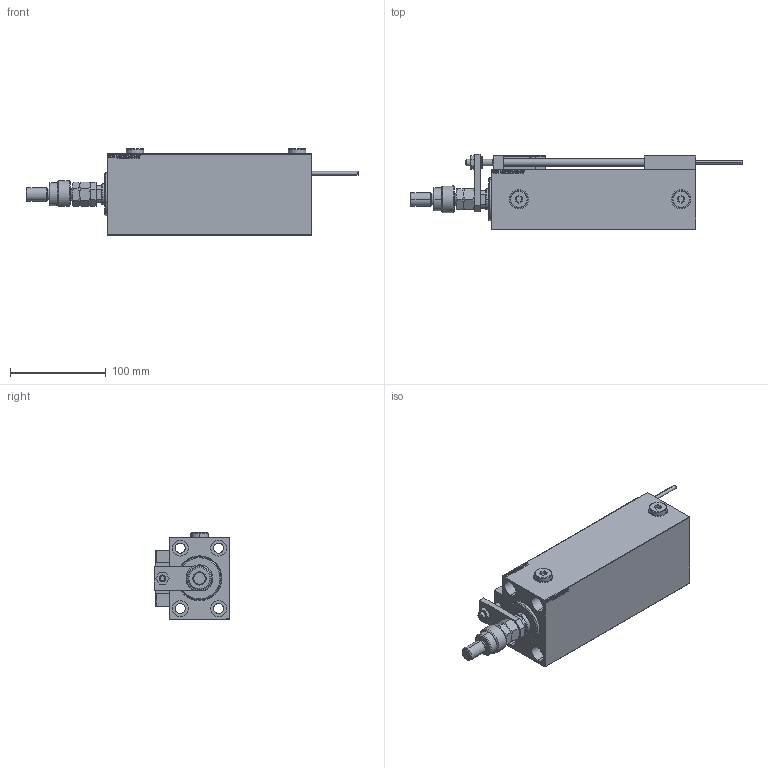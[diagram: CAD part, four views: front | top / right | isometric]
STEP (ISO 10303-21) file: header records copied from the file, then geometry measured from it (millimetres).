
FILE_DESCRIPTION (( 'STEP AP203' ), '1' );
FILE_NAME ('5cac.STEP', '2024-02-13T00:57:56', ( '' ), ( '' ), 'SwSTEP 2.0', 'SolidWorks 2019', '' );
FILE_SCHEMA (( 'CONFIG_CONTROL_DESIGN' ));
Length unit declared in the file: millimetre
Products named in the file (19): ALLEN BOLT D8 3b384f50b3cdda241dc95f9955ec2464; SWITCH_X_FRONT_BACK 3b384f50b3cdda241dc95f9955ec2464; ALLEN BOLT D5 3b384f50b3cdda241dc95f9955ec2464; V450CM_C_VCP 3b384f50b3cdda241dc95f9955ec2464; 5cac; SWITCH DIM B,W 3b384f50b3cdda241dc95f9955ec2464; SWITCH X 3b384f50b3cdda241dc95f9955ec2464; V450CM_C_Body 3b384f50b3cdda241dc95f9955ec2464; NUT_D12 3b384f50b3cdda241dc95f9955ec2464; ZARAZKA 3b384f50b3cdda241dc95f9955ec2464; MFA 3b384f50b3cdda241dc95f9955ec2464; V450CM_VC_B 3b384f50b3cdda241dc95f9955ec2464; KONCOVKA 3b384f50b3cdda241dc95f9955ec2464; X_Y_DFA 3b384f50b3cdda241dc95f9955ec2464; Block 3b384f50b3cdda241dc95f9955ec2464; TYC_L79 3b384f50b3cdda241dc95f9955ec2464; MAGNET 3b384f50b3cdda241dc95f9955ec2464; FEMALE_PART_FOR_DFA 3b384f50b3cdda241dc95f9955ec2464; Zatka_OIL_PORT 3b384f50b3cdda241dc95f9955ec2464
Assembly tree (29 placements, depth 3):
  5cac
    V450CM_C_Body 3b384f50b3cdda241dc95f9955ec2464
    SWITCH X 3b384f50b3cdda241dc95f9955ec2464
      SWITCH_X_FRONT_BACK 3b384f50b3cdda241dc95f9955ec2464  x2
      TYC_L79 3b384f50b3cdda241dc95f9955ec2464
      Block 3b384f50b3cdda241dc95f9955ec2464  x2
      ALLEN BOLT D5 3b384f50b3cdda241dc95f9955ec2464  x4
      ALLEN BOLT D8 3b384f50b3cdda241dc95f9955ec2464  x4
      MAGNET 3b384f50b3cdda241dc95f9955ec2464  x2
      KONCOVKA 3b384f50b3cdda241dc95f9955ec2464  x2
    NUT_D12 3b384f50b3cdda241dc95f9955ec2464
    SWITCH DIM B,W 3b384f50b3cdda241dc95f9955ec2464
    ZARAZKA 3b384f50b3cdda241dc95f9955ec2464
    V450CM_C_VCP 3b384f50b3cdda241dc95f9955ec2464
    V450CM_VC_B 3b384f50b3cdda241dc95f9955ec2464
    X_Y_DFA 3b384f50b3cdda241dc95f9955ec2464
      FEMALE_PART_FOR_DFA 3b384f50b3cdda241dc95f9955ec2464
      MFA 3b384f50b3cdda241dc95f9955ec2464
    Zatka_OIL_PORT 3b384f50b3cdda241dc95f9955ec2464  x2
Bounding box: 346 x 78.5 x 89.9 mm (x, y, z)
Volume: 1000487.3 mm3; surface area: 193593 mm2
Topology: 27 solids, 27 shells, 1421 faces, 3370 edges, 2139 vertices
Faces by surface type: plane 622, bspline 380, cylinder 217, cone 150, torus 48, sphere 4
Entity records: 54317 total; most frequent: CARTESIAN_POINT 27012, ORIENTED_EDGE 5680, DIRECTION 4010, EDGE_CURVE 2840, VERTEX_POINT 1839, LINE 1592, VECTOR 1592, EDGE_LOOP 1323
